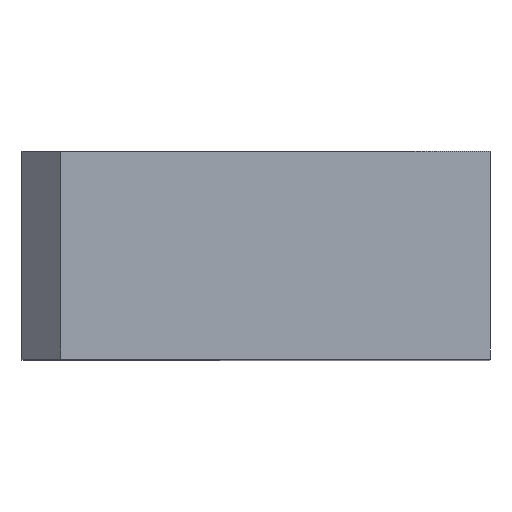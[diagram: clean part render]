
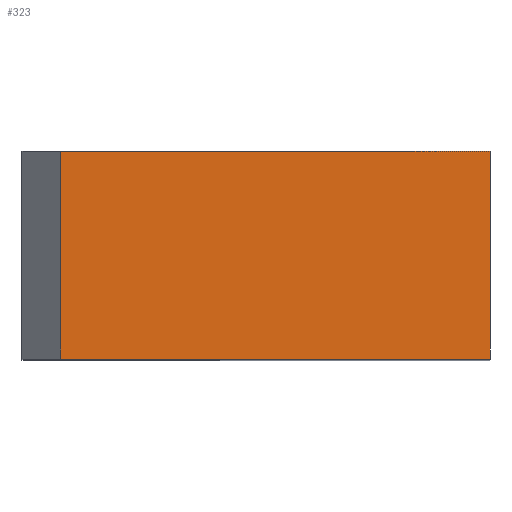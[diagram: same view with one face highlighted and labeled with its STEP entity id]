
A CAD part, top view. The second image highlights one B-rep face of the part: STEP entity #323.
In plain terms, the highlighted planar face has unit normal (0, 0, 1).
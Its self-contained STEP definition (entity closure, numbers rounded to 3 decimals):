
#156=EDGE_CURVE('240[2]',#454,#455,#456,.T.);
#248=EDGE_CURVE('240[2]',#591,#592,#593,.T.);
#323=ADVANCED_FACE('240[2]',(#694),#695,.T.);
#335=EDGE_CURVE('240[2]',#591,#455,#709,.T.);
#421=EDGE_CURVE('240[2]',#592,#454,#807,.T.);
#454=VERTEX_POINT('',#835);
#455=VERTEX_POINT('',#836);
#456=LINE('',#837,#838);
#591=VERTEX_POINT('',#1039);
#592=VERTEX_POINT('',#1040);
#593=LINE('',#1041,#1042);
#694=FACE_OUTER_BOUND('',#1191,.T.);
#695=PLANE('',#1192);
#709=LINE('',#1212,#1213);
#807=LINE('',#1368,#1369);
#835=CARTESIAN_POINT('',(-16.5,-8.0,0.));
#836=CARTESIAN_POINT('',(0.,-8.0,0.));
#837=CARTESIAN_POINT('',(0.,-8.0,0.));
#838=VECTOR('',#1387,1.0);
#1039=CARTESIAN_POINT('',(0.,0.,0.));
#1040=CARTESIAN_POINT('',(-16.5,0.,0.));
#1041=CARTESIAN_POINT('',(0.,0.,0.));
#1042=VECTOR('',#1505,1.0);
#1191=EDGE_LOOP('',(#1620,#1621,#1622,#1623));
#1192=AXIS2_PLACEMENT_3D('',#1624,#1625,#1626);
#1212=CARTESIAN_POINT('',(0.,0.,0.));
#1213=VECTOR('',#1648,1.0);
#1368=CARTESIAN_POINT('',(-16.5,0.,0.));
#1369=VECTOR('',#1799,1.0);
#1387=DIRECTION('',(1.0,0.,0.));
#1505=DIRECTION('',(-1.0,0.,0.));
#1620=ORIENTED_EDGE('',*,*,#335,.F.);
#1621=ORIENTED_EDGE('',*,*,#248,.T.);
#1622=ORIENTED_EDGE('',*,*,#421,.T.);
#1623=ORIENTED_EDGE('',*,*,#156,.T.);
#1624=CARTESIAN_POINT('',(-8.25,0.,0.));
#1625=DIRECTION('',(0.,0.,1.0));
#1626=DIRECTION('',(-1.0,0.,0.));
#1648=DIRECTION('',(0.,-1.0,0.));
#1799=DIRECTION('',(0.,-1.0,0.));
